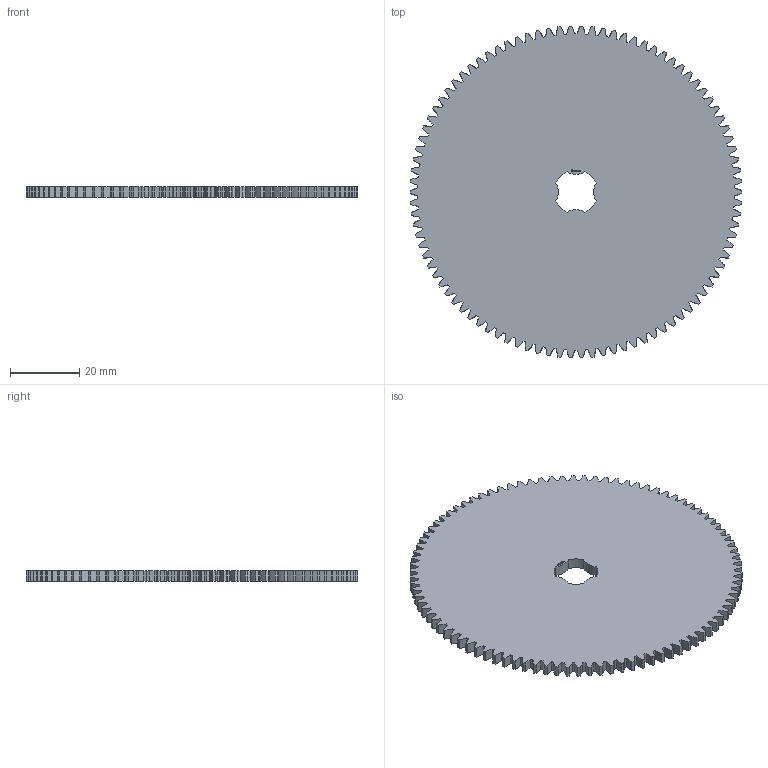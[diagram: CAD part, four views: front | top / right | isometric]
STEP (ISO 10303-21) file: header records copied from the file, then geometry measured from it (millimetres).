
FILE_DESCRIPTION(('FreeCAD Model'),'2;1');
FILE_NAME('Open CASCADE Shape Model','2024-03-11T23:38:29',(''),(''), 'Open CASCADE STEP processor 7.6','FreeCAD','Unknown');
FILE_SCHEMA(('AUTOMOTIVE_DESIGN { 1 0 10303 214 1 1 1 1 }'));
Products named in the file (1): Gear Wheel PLN TTH94 BU00.25 SFT-SHD - SPN-GWH-0353 (stemfie.org)
Bounding box: 96 x 95.97 x 3.12 mm (x, y, z)
Volume: 21279.7 mm3; surface area: 15603.7 mm2
Topology: 1 solids, 1 shells, 892 faces, 2583 edges, 1722 vertices
Faces by surface type: extrusion 560, plane 324, cylinder 8
Entity records: 86645 total; most frequent: CARTESIAN_POINT 32894, DIRECTION 6751, VECTOR 6037, LINE 5477, ORIENTED_EDGE 5166, PCURVE 5166, DEFINITIONAL_REPRESENTATION 5166, B_SPLINE_CURVE_WITH_KNOTS 2800
